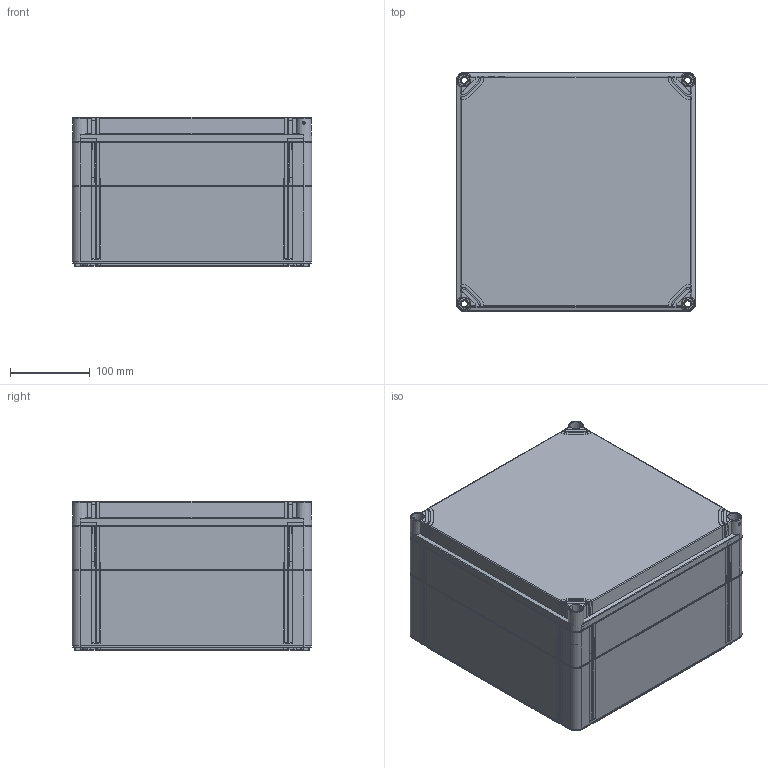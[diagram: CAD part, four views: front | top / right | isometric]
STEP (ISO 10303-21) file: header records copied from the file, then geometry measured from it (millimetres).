
FILE_DESCRIPTION((''),'2;1');
FILE_NAME('OPCP303018G_ASM','2008-12-19T',('pasi_koskela'),(''),'PRO/ENGINEER BY PARAMETRIC TECHNOLOGY CORPORATION, 2008250','PRO/ENGINEER BY PARAMETRIC TECHNOLOGY CORPORATION, 2008250','');
FILE_SCHEMA(('AUTOMOTIVE_DESIGN_CC2 { 1 2 10303 214 -1 1 5 2 }'));
Products named in the file (4): OPCP303010B; OPCG303003L; OPCP303006E; OPCP303018G_ASM
Assembly tree (3 placements, depth 2):
  OPCP303018G_ASM
    OPCP303010B
    OPCG303003L
    OPCP303006E
Bounding box: 300 x 300 x 187 mm (x, y, z)
Volume: 1848111.6 mm3; surface area: 987634.8 mm2
Topology: 3 solids, 3 shells, 3613 faces, 9583 edges, 6098 vertices
Faces by surface type: plane 1789, cone 784, cylinder 648, torus 334, bspline 56, sphere 2
Entity records: 149083 total; most frequent: CARTESIAN_POINT 30616, ORIENTED_EDGE 19130, DIRECTION 18352, PRESENTATION_STYLE_ASSIGNMENT 9568, STYLED_ITEM 9568, CURVE_STYLE 9565, EDGE_CURVE 9565, AXIS2_PLACEMENT_3D 6393
